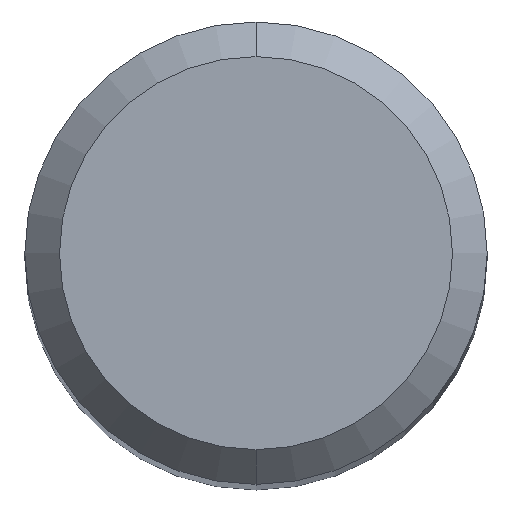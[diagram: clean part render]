
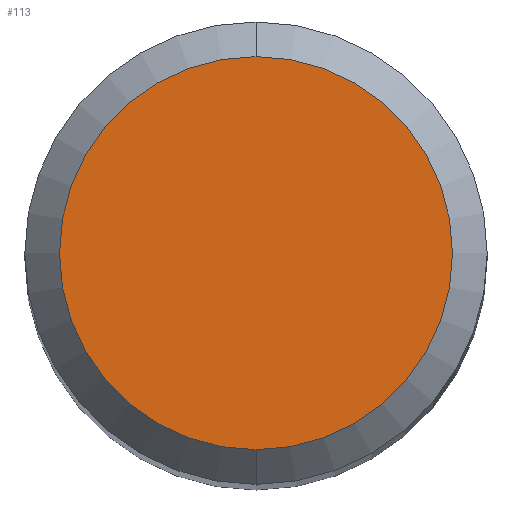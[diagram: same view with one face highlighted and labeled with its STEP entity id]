
A CAD part, top view. The second image highlights one B-rep face of the part: STEP entity #113.
In plain terms, the highlighted planar face has unit normal (0, 0, 1).
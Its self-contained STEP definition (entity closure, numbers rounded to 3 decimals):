
#113=ADVANCED_FACE('',(#262),#263,.T.);
#125=EDGE_CURVE('',#129,#147,#275,.T.);
#129=VERTEX_POINT('',#279);
#147=VERTEX_POINT('',#297);
#163=EDGE_CURVE('',#147,#129,#315,.T.);
#262=FACE_OUTER_BOUND('',#421,.T.);
#263=PLANE('',#422);
#275=CIRCLE('',#435,1.7);
#279=CARTESIAN_POINT('',(0.,-1.7,0.0));
#297=CARTESIAN_POINT('',(0.0,1.7,0.0));
#315=CIRCLE('',#488,1.7);
#421=EDGE_LOOP('',(#605,#606));
#422=AXIS2_PLACEMENT_3D('',#607,#608,#609);
#435=AXIS2_PLACEMENT_3D('',#618,#619,#620);
#488=AXIS2_PLACEMENT_3D('',#660,#661,#662);
#605=ORIENTED_EDGE('',*,*,#163,.F.);
#606=ORIENTED_EDGE('',*,*,#125,.F.);
#607=CARTESIAN_POINT('',(0.0,0.85,0.0));
#608=DIRECTION('',(-0.0,0.0,1.0));
#609=DIRECTION('',(0.0,-1.0,0.0));
#618=CARTESIAN_POINT('',(0.0,0.0,0.0));
#619=DIRECTION('',(0.0,0.0,-1.0));
#620=DIRECTION('',(0.0,1.0,0.0));
#660=CARTESIAN_POINT('',(0.0,0.0,0.0));
#661=DIRECTION('',(0.0,0.0,-1.0));
#662=DIRECTION('',(0.0,1.0,0.0));
